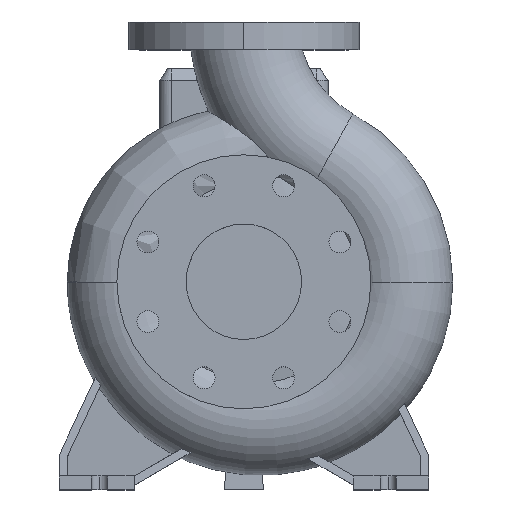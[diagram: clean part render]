
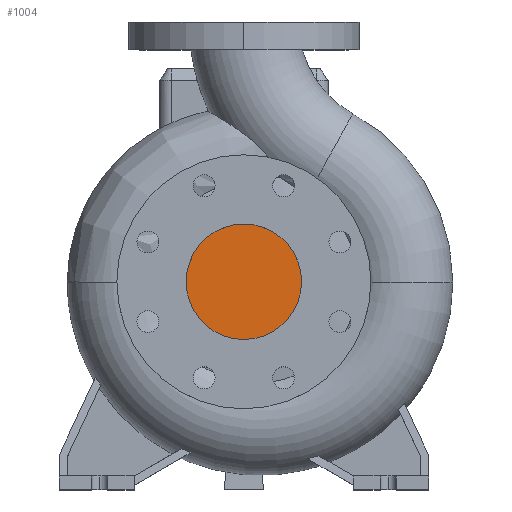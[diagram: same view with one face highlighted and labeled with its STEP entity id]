
A CAD part, top view. The second image highlights one B-rep face of the part: STEP entity #1004.
In plain terms, the highlighted planar face has unit normal (0, 0, 1).
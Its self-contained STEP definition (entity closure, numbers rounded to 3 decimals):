
#252 = CARTESIAN_POINT ( 'NONE',  ( 0., 0., 113. ) ) ;
#364 = EDGE_LOOP ( 'NONE', ( #12920, #11893 ) ) ;
#716 = AXIS2_PLACEMENT_3D ( 'NONE', #1114, #10207, #3301 ) ;
#1004 = ADVANCED_FACE ( 'NONE', ( #5807 ), #13492, .F. ) ;
#1114 = CARTESIAN_POINT ( 'NONE',  ( 0., 0., 113. ) ) ;
#2110 = CIRCLE ( 'NONE', #11945, 50. ) ;
#3234 = CARTESIAN_POINT ( 'NONE',  ( 50., 0., 113. ) ) ;
#3301 = DIRECTION ( 'NONE',  ( 1., 0., 0. ) ) ;
#4769 = VERTEX_POINT ( 'NONE', #7126 ) ;
#5734 = DIRECTION ( 'NONE',  ( 0., 0., -1. ) ) ;
#5807 = FACE_OUTER_BOUND ( 'NONE', #364, .T. ) ;
#6844 = CARTESIAN_POINT ( 'NONE',  ( 0., 50., 113. ) ) ;
#7126 = CARTESIAN_POINT ( 'NONE',  ( -50., 0., 113. ) ) ;
#7195 = CIRCLE ( 'NONE', #716, 50. ) ;
#9424 = AXIS2_PLACEMENT_3D ( 'NONE', #6844, #5734, #12498 ) ;
#10207 = DIRECTION ( 'NONE',  ( 0., 0., 1. ) ) ;
#11127 = DIRECTION ( 'NONE',  ( 1., 0., 0. ) ) ;
#11624 = VERTEX_POINT ( 'NONE', #3234 ) ;
#11893 = ORIENTED_EDGE ( 'NONE', *, *, #14565, .T. ) ;
#11945 = AXIS2_PLACEMENT_3D ( 'NONE', #252, #13619, #11127 ) ;
#12027 = EDGE_CURVE ( 'NONE', #11624, #4769, #2110, .T. ) ;
#12498 = DIRECTION ( 'NONE',  ( -1., 0., 0. ) ) ;
#12920 = ORIENTED_EDGE ( 'NONE', *, *, #12027, .T. ) ;
#13492 = PLANE ( 'NONE',  #9424 ) ;
#13619 = DIRECTION ( 'NONE',  ( 0., 0., 1. ) ) ;
#14565 = EDGE_CURVE ( 'NONE', #4769, #11624, #7195, .T. ) ;
